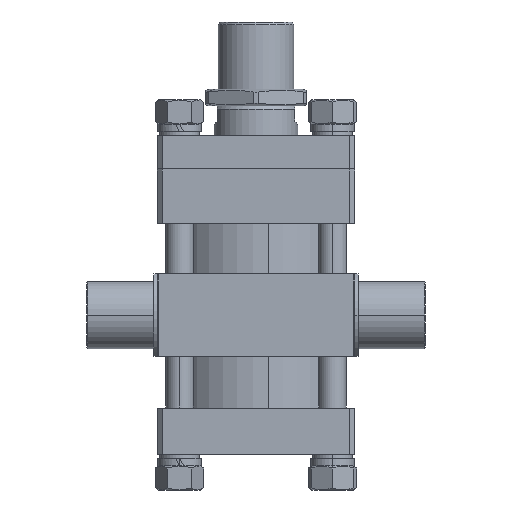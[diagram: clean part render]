
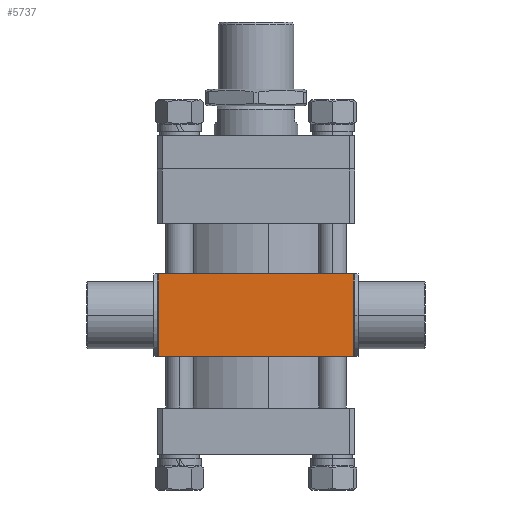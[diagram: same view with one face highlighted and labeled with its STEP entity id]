
A CAD part, left-side view. The second image highlights one B-rep face of the part: STEP entity #5737.
In plain terms, the highlighted face is planar.
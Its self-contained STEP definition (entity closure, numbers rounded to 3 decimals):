
#210 = EDGE_CURVE ( 'NONE', #6526, #6876, #6062, .T. ) ;
#212 = EDGE_CURVE ( 'NONE', #6702, #6876, #6065, .T. ) ;
#214 = EDGE_CURVE ( 'NONE', #6702, #6731, #6069, .T. ) ;
#1844 = AXIS2_PLACEMENT_3D ( 'NONE', #4810, #4819, #4822 ) ;
#1903 = DIRECTION ( 'NONE',  ( 0., -1., 0. ) ) ;
#1920 = CARTESIAN_POINT ( 'NONE',  ( -117.5, 98., -117.5 ) ) ;
#1922 = CARTESIAN_POINT ( 'NONE',  ( 116.5, 98., -117.5 ) ) ;
#1923 = DIRECTION ( 'NONE',  ( -1., 0., 0. ) ) ;
#1928 = CARTESIAN_POINT ( 'NONE',  ( -116.5, 98., -117.5 ) ) ;
#1940 = DIRECTION ( 'NONE',  ( 0., 1., 0. ) ) ;
#2344 = CARTESIAN_POINT ( 'NONE',  ( -116.5, 0., -117.5 ) ) ;
#2780 = FACE_OUTER_BOUND ( 'NONE', #8552, .T. ) ;
#4810 = CARTESIAN_POINT ( 'NONE',  ( -117.5, 98., -117.5 ) ) ;
#4816 = PLANE ( 'NONE',  #1844 ) ;
#4819 = DIRECTION ( 'NONE',  ( 0., 0., 1. ) ) ;
#4822 = DIRECTION ( 'NONE',  ( 1., 0., 0. ) ) ;
#5737 = ADVANCED_FACE ( 'NONE', ( #2780 ), #4816, .F. ) ;
#6058 = VECTOR ( 'NONE', #1903, 1000. ) ;
#6062 = LINE ( 'NONE', #1928, #6066 ) ;
#6065 = LINE ( 'NONE', #1920, #6070 ) ;
#6066 = VECTOR ( 'NONE', #1940, 1000. ) ;
#6069 = LINE ( 'NONE', #1922, #6058 ) ;
#6070 = VECTOR ( 'NONE', #1923, 1000. ) ;
#6526 = VERTEX_POINT ( 'NONE', #2344 ) ;
#6702 = VERTEX_POINT ( 'NONE', #7375 ) ;
#6731 = VERTEX_POINT ( 'NONE', #7388 ) ;
#6876 = VERTEX_POINT ( 'NONE', #7450 ) ;
#7375 = CARTESIAN_POINT ( 'NONE',  ( 116.5, 98., -117.5 ) ) ;
#7388 = CARTESIAN_POINT ( 'NONE',  ( 116.5, 0., -117.5 ) ) ;
#7450 = CARTESIAN_POINT ( 'NONE',  ( -116.5, 98., -117.5 ) ) ;
#7945 = DIRECTION ( 'NONE',  ( -1., 0., 0. ) ) ;
#7948 = CARTESIAN_POINT ( 'NONE',  ( -117.5, 0., -117.5 ) ) ;
#8552 = EDGE_LOOP ( 'NONE', ( #9435, #9436, #9437, #9438 ) ) ;
#9435 = ORIENTED_EDGE ( 'NONE', *, *, #9709, .T. ) ;
#9436 = ORIENTED_EDGE ( 'NONE', *, *, #210, .T. ) ;
#9437 = ORIENTED_EDGE ( 'NONE', *, *, #212, .F. ) ;
#9438 = ORIENTED_EDGE ( 'NONE', *, *, #214, .T. ) ;
#9564 = LINE ( 'NONE', #7948, #9572 ) ;
#9572 = VECTOR ( 'NONE', #7945, 1000. ) ;
#9709 = EDGE_CURVE ( 'NONE', #6731, #6526, #9564, .T. ) ;
